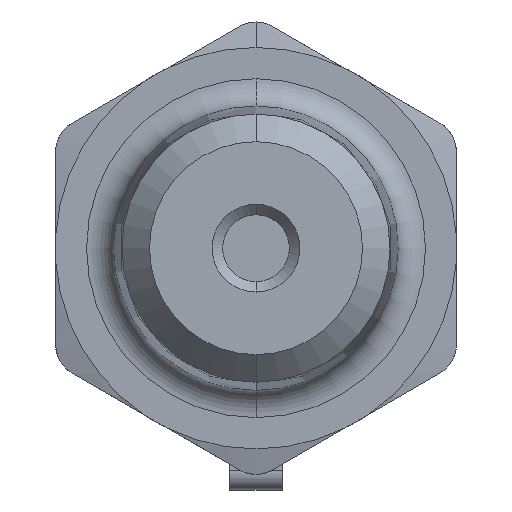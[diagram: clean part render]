
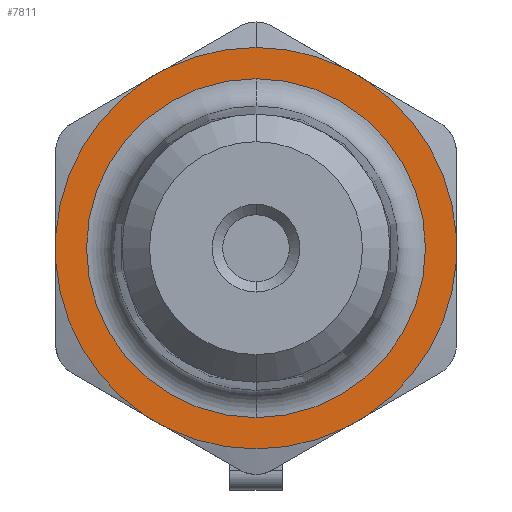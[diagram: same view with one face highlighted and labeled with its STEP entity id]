
A CAD part, front view. The second image highlights one B-rep face of the part: STEP entity #7811.
In plain terms, the highlighted planar face has unit normal (0, -1, 0).
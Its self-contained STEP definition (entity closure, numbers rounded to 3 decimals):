
#84 = DIRECTION ( 'NONE',  ( 0., 0., 1. ) ) ;
#376 = AXIS2_PLACEMENT_3D ( 'NONE', #1274, #11953, #2799 ) ;
#504 = VERTEX_POINT ( 'NONE', #6603 ) ;
#522 = VERTEX_POINT ( 'NONE', #698 ) ;
#686 = ORIENTED_EDGE ( 'NONE', *, *, #18600, .F. ) ;
#698 = CARTESIAN_POINT ( 'NONE',  ( -4.228, 0., 8.558 ) ) ;
#846 = VERTEX_POINT ( 'NONE', #13803 ) ;
#931 = CARTESIAN_POINT ( 'NONE',  ( -9.525, 0., 5.499 ) ) ;
#1230 = EDGE_CURVE ( 'NONE', #504, #5150, #7223, .T. ) ;
#1274 = CARTESIAN_POINT ( 'NONE',  ( 0., 0., 0. ) ) ;
#1340 = ORIENTED_EDGE ( 'NONE', *, *, #16427, .F. ) ;
#1379 = CARTESIAN_POINT ( 'NONE',  ( -9.525, 0., -5.499 ) ) ;
#1590 = LINE ( 'NONE', #9569, #9703 ) ;
#1617 = CARTESIAN_POINT ( 'NONE',  ( 0., 0., 0. ) ) ;
#1631 = CIRCLE ( 'NONE', #10427, 9.545 ) ;
#1769 = ORIENTED_EDGE ( 'NONE', *, *, #2301, .T. ) ;
#2020 = CARTESIAN_POINT ( 'NONE',  ( 0., 0., 0. ) ) ;
#2214 = DIRECTION ( 'NONE',  ( 0., 1., 0. ) ) ;
#2226 = AXIS2_PLACEMENT_3D ( 'NONE', #2020, #12684, #3526 ) ;
#2301 = EDGE_CURVE ( 'NONE', #9468, #16250, #5993, .T. ) ;
#2668 = CARTESIAN_POINT ( 'NONE',  ( 9.525, 0., -5.499 ) ) ;
#2744 = EDGE_LOOP ( 'NONE', ( #1769, #14354 ) ) ;
#2799 = DIRECTION ( 'NONE',  ( 0., 0., 1. ) ) ;
#2893 = DIRECTION ( 'NONE',  ( 0., 0., 1. ) ) ;
#3065 = CARTESIAN_POINT ( 'NONE',  ( 0., 0., 0. ) ) ;
#3125 = DIRECTION ( 'NONE',  ( 0., 0., 1. ) ) ;
#3323 = ORIENTED_EDGE ( 'NONE', *, *, #5975, .F. ) ;
#3526 = DIRECTION ( 'NONE',  ( 0., 0., 1. ) ) ;
#3685 = VERTEX_POINT ( 'NONE', #11301 ) ;
#3983 = CIRCLE ( 'NONE', #14289, 9.545 ) ;
#4176 = DIRECTION ( 'NONE',  ( -0.866, 0., -0.5 ) ) ;
#4214 = EDGE_CURVE ( 'NONE', #9003, #522, #10463, .T. ) ;
#4261 = CARTESIAN_POINT ( 'NONE',  ( 9.525, 0., 5.499 ) ) ;
#4469 = CARTESIAN_POINT ( 'NONE',  ( 4.228, 0., -8.558 ) ) ;
#4538 = CARTESIAN_POINT ( 'NONE',  ( 0., 0., 0. ) ) ;
#4605 = DIRECTION ( 'NONE',  ( 0., 0., 1. ) ) ;
#4627 = CARTESIAN_POINT ( 'NONE',  ( -9.525, 0., -0.618 ) ) ;
#4891 = CARTESIAN_POINT ( 'NONE',  ( -5.297, 0., 7.94 ) ) ;
#4938 = ORIENTED_EDGE ( 'NONE', *, *, #14029, .F. ) ;
#5150 = VERTEX_POINT ( 'NONE', #5514 ) ;
#5210 = CARTESIAN_POINT ( 'NONE',  ( -9.525, 0., 0.618 ) ) ;
#5341 = VECTOR ( 'NONE', #2893, 1000. ) ;
#5394 = EDGE_CURVE ( 'NONE', #522, #15117, #14064, .T. ) ;
#5514 = CARTESIAN_POINT ( 'NONE',  ( 9.525, 0., -0.618 ) ) ;
#5576 = EDGE_CURVE ( 'NONE', #5150, #5644, #3983, .T. ) ;
#5644 = VERTEX_POINT ( 'NONE', #9563 ) ;
#5809 = CARTESIAN_POINT ( 'NONE',  ( 5.297, 0., 7.94 ) ) ;
#5975 = EDGE_CURVE ( 'NONE', #846, #18854, #6891, .T. ) ;
#5993 = CIRCLE ( 'NONE', #16835, 8.06 ) ;
#6097 = DIRECTION ( 'NONE',  ( 0., 0., 1. ) ) ;
#6475 = VECTOR ( 'NONE', #18964, 1000. ) ;
#6533 = CARTESIAN_POINT ( 'NONE',  ( 0., 0., 0. ) ) ;
#6603 = CARTESIAN_POINT ( 'NONE',  ( 9.525, 0., 0.618 ) ) ;
#6891 = CIRCLE ( 'NONE', #8414, 9.545 ) ;
#6919 = DIRECTION ( 'NONE',  ( 0., 1., 0. ) ) ;
#7008 = EDGE_CURVE ( 'NONE', #3685, #846, #1590, .T. ) ;
#7098 = CARTESIAN_POINT ( 'NONE',  ( 0., 0., -10.999 ) ) ;
#7145 = VECTOR ( 'NONE', #4176, 1000. ) ;
#7223 = LINE ( 'NONE', #4261, #19453 ) ;
#7301 = DIRECTION ( 'NONE',  ( 0., 1., 0. ) ) ;
#7314 = ORIENTED_EDGE ( 'NONE', *, *, #7008, .F. ) ;
#7406 = EDGE_CURVE ( 'NONE', #7941, #504, #9855, .T. ) ;
#7811 = ADVANCED_FACE ( 'NONE', ( #16317, #12710 ), #17812, .F. ) ;
#7941 = VERTEX_POINT ( 'NONE', #5809 ) ;
#8234 = VERTEX_POINT ( 'NONE', #15832 ) ;
#8335 = CIRCLE ( 'NONE', #15922, 8.06 ) ;
#8414 = AXIS2_PLACEMENT_3D ( 'NONE', #1617, #12273, #3125 ) ;
#9003 = VERTEX_POINT ( 'NONE', #4891 ) ;
#9230 = DIRECTION ( 'NONE',  ( 0., 1., 0. ) ) ;
#9468 = VERTEX_POINT ( 'NONE', #14108 ) ;
#9563 = CARTESIAN_POINT ( 'NONE',  ( 5.297, 0., -7.94 ) ) ;
#9569 = CARTESIAN_POINT ( 'NONE',  ( 0., 0., -10.999 ) ) ;
#9666 = ORIENTED_EDGE ( 'NONE', *, *, #7406, .F. ) ;
#9703 = VECTOR ( 'NONE', #14194, 1000. ) ;
#9855 = CIRCLE ( 'NONE', #376, 9.545 ) ;
#10127 = DIRECTION ( 'NONE',  ( 0., 0., 1. ) ) ;
#10426 = CIRCLE ( 'NONE', #2226, 9.545 ) ;
#10427 = AXIS2_PLACEMENT_3D ( 'NONE', #11331, #2214, #12877 ) ;
#10463 = LINE ( 'NONE', #931, #6475 ) ;
#10494 = LINE ( 'NONE', #16495, #14588 ) ;
#10879 = EDGE_CURVE ( 'NONE', #15117, #8234, #12381, .T. ) ;
#10912 = EDGE_CURVE ( 'NONE', #16250, #9468, #8335, .T. ) ;
#11042 = EDGE_CURVE ( 'NONE', #19523, #9003, #10426, .T. ) ;
#11199 = CARTESIAN_POINT ( 'NONE',  ( 0., 0., 9.545 ) ) ;
#11301 = CARTESIAN_POINT ( 'NONE',  ( -4.228, 0., -8.558 ) ) ;
#11322 = ORIENTED_EDGE ( 'NONE', *, *, #10879, .F. ) ;
#11331 = CARTESIAN_POINT ( 'NONE',  ( 0., 0., 0. ) ) ;
#11570 = ORIENTED_EDGE ( 'NONE', *, *, #1230, .F. ) ;
#11779 = AXIS2_PLACEMENT_3D ( 'NONE', #4538, #15233, #6097 ) ;
#11953 = DIRECTION ( 'NONE',  ( 0., 1., 0. ) ) ;
#11986 = DIRECTION ( 'NONE',  ( 0.866, 0., -0.5 ) ) ;
#12025 = VERTEX_POINT ( 'NONE', #4469 ) ;
#12273 = DIRECTION ( 'NONE',  ( 0., 1., 0. ) ) ;
#12381 = CIRCLE ( 'NONE', #11779, 9.545 ) ;
#12461 = ORIENTED_EDGE ( 'NONE', *, *, #5394, .F. ) ;
#12506 = LINE ( 'NONE', #1379, #5341 ) ;
#12684 = DIRECTION ( 'NONE',  ( 0., 1., 0. ) ) ;
#12710 = FACE_OUTER_BOUND ( 'NONE', #13913, .T. ) ;
#12781 = DIRECTION ( 'NONE',  ( 0., 0., 1. ) ) ;
#12877 = DIRECTION ( 'NONE',  ( 0., 0., 1. ) ) ;
#13751 = DIRECTION ( 'NONE',  ( 0., 1., 0. ) ) ;
#13803 = CARTESIAN_POINT ( 'NONE',  ( -5.297, 0., -7.94 ) ) ;
#13913 = EDGE_LOOP ( 'NONE', ( #9666, #686, #11322, #12461, #16095, #17241, #1340, #3323, #7314, #15381, #4938, #14248, #11570 ) ) ;
#14029 = EDGE_CURVE ( 'NONE', #5644, #12025, #19371, .T. ) ;
#14064 = CIRCLE ( 'NONE', #18806, 9.545 ) ;
#14108 = CARTESIAN_POINT ( 'NONE',  ( 0., 0., 8.06 ) ) ;
#14194 = DIRECTION ( 'NONE',  ( -0.866, 0., 0.5 ) ) ;
#14248 = ORIENTED_EDGE ( 'NONE', *, *, #5576, .F. ) ;
#14289 = AXIS2_PLACEMENT_3D ( 'NONE', #18419, #9230, #84 ) ;
#14319 = AXIS2_PLACEMENT_3D ( 'NONE', #7098, #19345, #10127 ) ;
#14354 = ORIENTED_EDGE ( 'NONE', *, *, #10912, .T. ) ;
#14545 = CARTESIAN_POINT ( 'NONE',  ( 0., 0., -8.06 ) ) ;
#14588 = VECTOR ( 'NONE', #11986, 1000. ) ;
#14910 = EDGE_CURVE ( 'NONE', #12025, #3685, #1631, .T. ) ;
#15117 = VERTEX_POINT ( 'NONE', #11199 ) ;
#15233 = DIRECTION ( 'NONE',  ( 0., 1., 0. ) ) ;
#15381 = ORIENTED_EDGE ( 'NONE', *, *, #14910, .F. ) ;
#15832 = CARTESIAN_POINT ( 'NONE',  ( 4.228, 0., 8.558 ) ) ;
#15922 = AXIS2_PLACEMENT_3D ( 'NONE', #3065, #13751, #4605 ) ;
#16095 = ORIENTED_EDGE ( 'NONE', *, *, #4214, .F. ) ;
#16250 = VERTEX_POINT ( 'NONE', #14545 ) ;
#16317 = FACE_BOUND ( 'NONE', #2744, .T. ) ;
#16427 = EDGE_CURVE ( 'NONE', #18854, #19523, #12506, .T. ) ;
#16465 = CARTESIAN_POINT ( 'NONE',  ( 0., 0., 0. ) ) ;
#16495 = CARTESIAN_POINT ( 'NONE',  ( 0., 0., 10.999 ) ) ;
#16532 = DIRECTION ( 'NONE',  ( 0., 0., -1. ) ) ;
#16835 = AXIS2_PLACEMENT_3D ( 'NONE', #6533, #6919, #12781 ) ;
#17241 = ORIENTED_EDGE ( 'NONE', *, *, #11042, .F. ) ;
#17812 = PLANE ( 'NONE',  #14319 ) ;
#18021 = DIRECTION ( 'NONE',  ( 0., 0., 1. ) ) ;
#18419 = CARTESIAN_POINT ( 'NONE',  ( 0., 0., 0. ) ) ;
#18600 = EDGE_CURVE ( 'NONE', #8234, #7941, #10494, .T. ) ;
#18806 = AXIS2_PLACEMENT_3D ( 'NONE', #16465, #7301, #18021 ) ;
#18854 = VERTEX_POINT ( 'NONE', #4627 ) ;
#18964 = DIRECTION ( 'NONE',  ( 0.866, 0., 0.5 ) ) ;
#19345 = DIRECTION ( 'NONE',  ( 0., 1., 0. ) ) ;
#19371 = LINE ( 'NONE', #2668, #7145 ) ;
#19453 = VECTOR ( 'NONE', #16532, 1000. ) ;
#19523 = VERTEX_POINT ( 'NONE', #5210 ) ;
